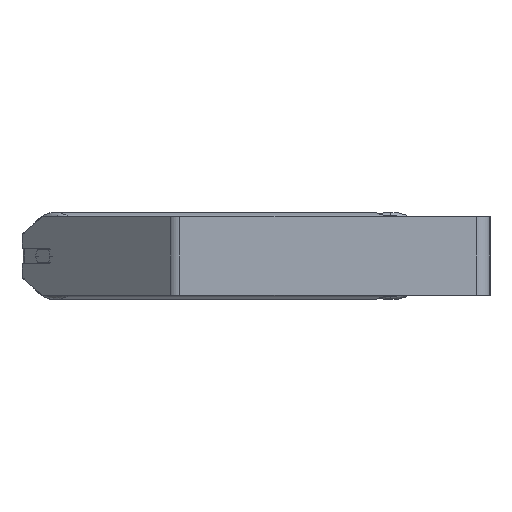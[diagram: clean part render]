
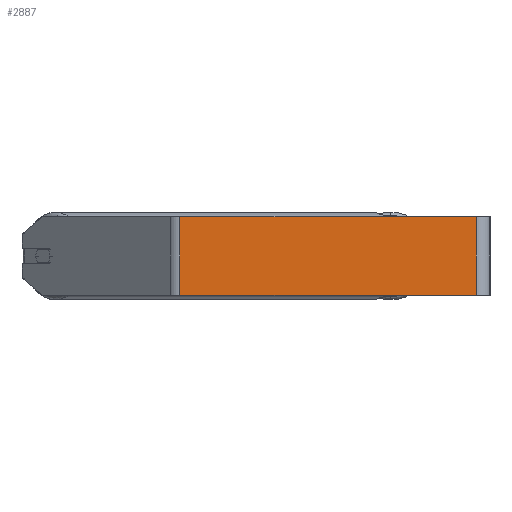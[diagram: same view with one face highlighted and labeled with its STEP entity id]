
A CAD part, left-side view. The second image highlights one B-rep face of the part: STEP entity #2887.
In plain terms, the highlighted planar face has unit normal (-1, 0, 0).
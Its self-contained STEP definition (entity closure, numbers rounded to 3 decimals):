
#43 = FACE_OUTER_BOUND ( 'NONE', #1653, .T. ) ;
#74 = CARTESIAN_POINT ( 'NONE',  ( -745., 321.536, 40. ) ) ;
#421 = VECTOR ( 'NONE', #3551, 1000. ) ;
#592 = ORIENTED_EDGE ( 'NONE', *, *, #1164, .F. ) ;
#634 = VECTOR ( 'NONE', #1716, 1000. ) ;
#988 = CARTESIAN_POINT ( 'NONE',  ( -745., 315.737, 40. ) ) ;
#1164 = EDGE_CURVE ( 'NONE', #1226, #7391, #2767, .T. ) ;
#1226 = VERTEX_POINT ( 'NONE', #4680 ) ;
#1394 = VECTOR ( 'NONE', #3333, 1000. ) ;
#1653 = EDGE_LOOP ( 'NONE', ( #3877, #4612, #592, #2422 ) ) ;
#1716 = DIRECTION ( 'NONE',  ( 0., -1., 0. ) ) ;
#2258 = EDGE_CURVE ( 'NONE', #1226, #4702, #3600, .T. ) ;
#2381 = LINE ( 'NONE', #5084, #634 ) ;
#2422 = ORIENTED_EDGE ( 'NONE', *, *, #2258, .T. ) ;
#2641 = DIRECTION ( 'NONE',  ( 0., 0., -1. ) ) ;
#2735 = CARTESIAN_POINT ( 'NONE',  ( -745., 321.536, 40. ) ) ;
#2767 = LINE ( 'NONE', #74, #1394 ) ;
#2887 = ADVANCED_FACE ( 'NONE', ( #43 ), #4741, .F. ) ;
#3333 = DIRECTION ( 'NONE',  ( 0., -1., 0. ) ) ;
#3551 = DIRECTION ( 'NONE',  ( 0., 0., -1. ) ) ;
#3600 = LINE ( 'NONE', #988, #421 ) ;
#3877 = ORIENTED_EDGE ( 'NONE', *, *, #7038, .T. ) ;
#3917 = CARTESIAN_POINT ( 'NONE',  ( -745., 315.737, -40. ) ) ;
#4609 = LINE ( 'NONE', #7967, #5719 ) ;
#4612 = ORIENTED_EDGE ( 'NONE', *, *, #6563, .F. ) ;
#4663 = CARTESIAN_POINT ( 'NONE',  ( -745., 14., 40. ) ) ;
#4680 = CARTESIAN_POINT ( 'NONE',  ( -745., 315.737, 40. ) ) ;
#4702 = VERTEX_POINT ( 'NONE', #3917 ) ;
#4741 = PLANE ( 'NONE',  #5524 ) ;
#5084 = CARTESIAN_POINT ( 'NONE',  ( -745., 321.536, -40. ) ) ;
#5524 = AXIS2_PLACEMENT_3D ( 'NONE', #2735, #7474, #2641 ) ;
#5719 = VECTOR ( 'NONE', #6510, 1000. ) ;
#6510 = DIRECTION ( 'NONE',  ( 0., 0., -1. ) ) ;
#6563 = EDGE_CURVE ( 'NONE', #7391, #8265, #4609, .T. ) ;
#7038 = EDGE_CURVE ( 'NONE', #4702, #8265, #2381, .T. ) ;
#7332 = CARTESIAN_POINT ( 'NONE',  ( -745., 14., -40. ) ) ;
#7391 = VERTEX_POINT ( 'NONE', #4663 ) ;
#7474 = DIRECTION ( 'NONE',  ( 1., 0., 0. ) ) ;
#7967 = CARTESIAN_POINT ( 'NONE',  ( -745., 14., 40. ) ) ;
#8265 = VERTEX_POINT ( 'NONE', #7332 ) ;
